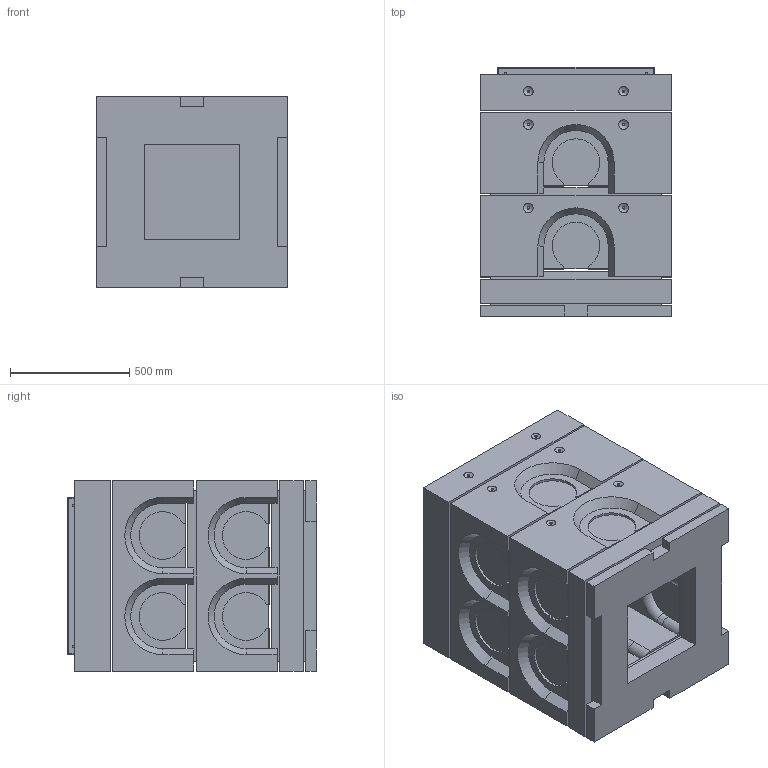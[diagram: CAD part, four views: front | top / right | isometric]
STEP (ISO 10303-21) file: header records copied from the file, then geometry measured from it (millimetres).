
FILE_DESCRIPTION (( 'STEP AP214' ), '1' );
FILE_NAME ('SC-ECO.0606.98.B125.ef.STEP', '2020-05-14T05:51:29', ( '' ), ( '' ), 'SwSTEP 2.0', 'SolidWorks 2018', '' );
FILE_SCHEMA (( 'AUTOMOTIVE_DESIGN' ));
Length unit declared in the file: millimetre
Products named in the file (1): SC-ECO.0606.98.B125.ef
Bounding box: 800 x 1045 x 800 mm (x, y, z)
Surface area: 7962153.3 mm2 (no closed solid volume)
Topology: 0 solids, 65 shells, 386 faces, 1680 edges, 1341 vertices
Faces by surface type: plane 239, cylinder 84, cone 22, bspline 19, torus 18, sphere 4
Full cylindrical faces by diameter (mm): 5.81 x12, 10 x20, 26.5 x2, 35 x2, 40 x8
Entity records: 24813 total; most frequent: CARTESIAN_POINT 7703, DIRECTION 2404, ORIENTED_EDGE 2248, EDGE_CURVE 1596, VERTEX_POINT 1323, LINE 1120, VECTOR 1120, AXIS2_PLACEMENT_3D 642
